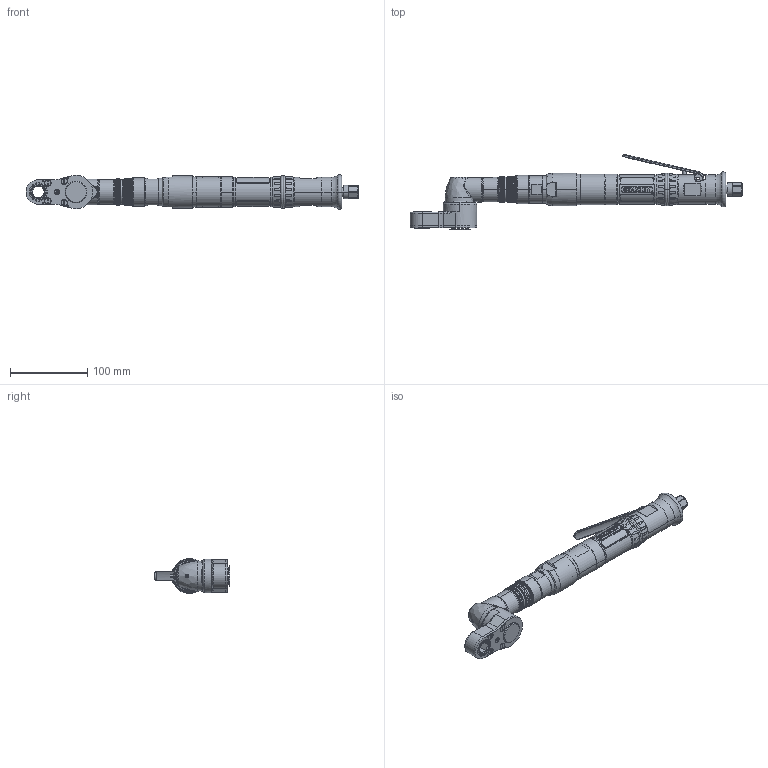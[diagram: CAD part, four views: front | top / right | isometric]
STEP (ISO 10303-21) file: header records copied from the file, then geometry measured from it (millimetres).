
FILE_DESCRIPTION((''),'2;1');
FILE_NAME('AA23LC66-21','2010-09-27T',('EJF1116'),(''),'PRO/ENGINEER BY PARAMETRIC TECHNOLOGY CORPORATION, 2005030','PRO/ENGINEER BY PARAMETRIC TECHNOLOGY CORPORATION, 2005030','');
FILE_SCHEMA(('CONFIG_CONTROL_DESIGN'));
Products named in the file (1): AA23LC66-21
Bounding box: 430.51 x 97.81 x 45.42 mm (x, y, z)
Surface area: 107732.5 mm2 (no closed solid volume)
Topology: 0 solids, 104 shells, 1007 faces, 4511 edges, 3418 vertices
Faces by surface type: cylinder 406, plane 249, cone 173, torus 91, bspline 86, sphere 2
Entity records: 81815 total; most frequent: CARTESIAN_POINT 49493, ORIENTED_EDGE 6183, DIRECTION 5872, EDGE_CURVE 4509, VERTEX_POINT 3418, AXIS2_PLACEMENT_3D 2315, B_SPLINE_CURVE_WITH_KNOTS 1873, CIRCLE 1394
